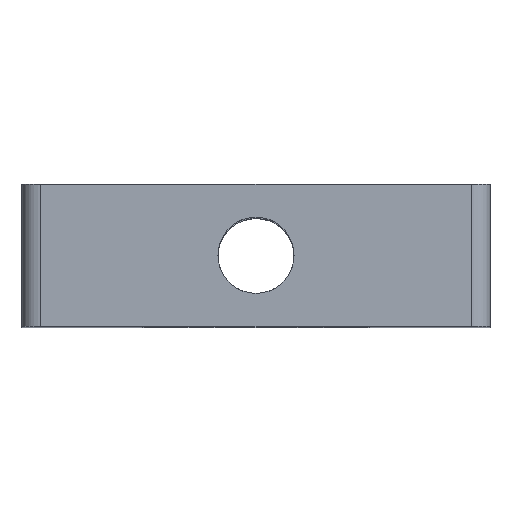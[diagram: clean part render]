
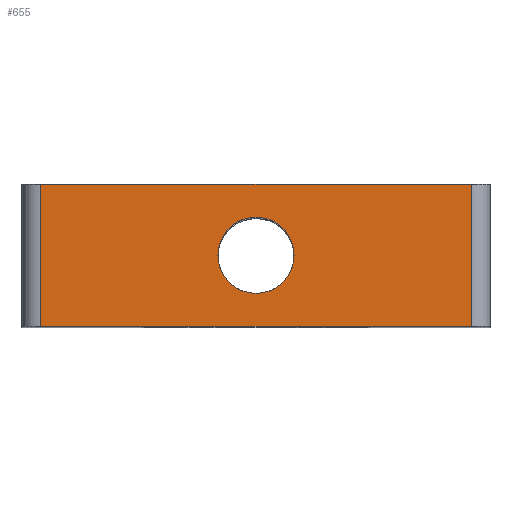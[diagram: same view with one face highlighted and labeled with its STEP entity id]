
A CAD part, top view. The second image highlights one B-rep face of the part: STEP entity #655.
In plain terms, the highlighted planar face has unit normal (0, 0, 1).
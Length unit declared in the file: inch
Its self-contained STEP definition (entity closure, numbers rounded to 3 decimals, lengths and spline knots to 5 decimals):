
#26 = EDGE_LOOP ( 'NONE', ( #367, #434, #633, #868 ) ) ;
#50 = DIRECTION ( 'NONE',  ( 0., 0., -1. ) ) ;
#200 = VECTOR ( 'NONE', #841, 39.37008 ) ;
#218 = CARTESIAN_POINT ( 'NONE',  ( -0.6175, 0.375, 1.1175 ) ) ;
#235 = LINE ( 'NONE', #996, #1166 ) ;
#239 = CARTESIAN_POINT ( 'NONE',  ( -0.5675, 0., 1.1175 ) ) ;
#286 = EDGE_LOOP ( 'NONE', ( #1012, #329 ) ) ;
#300 = VERTEX_POINT ( 'NONE', #1236 ) ;
#329 = ORIENTED_EDGE ( 'NONE', *, *, #545, .T. ) ;
#367 = ORIENTED_EDGE ( 'NONE', *, *, #1535, .T. ) ;
#387 = VERTEX_POINT ( 'NONE', #1234 ) ;
#393 = VECTOR ( 'NONE', #475, 39.37008 ) ;
#434 = ORIENTED_EDGE ( 'NONE', *, *, #718, .T. ) ;
#475 = DIRECTION ( 'NONE',  ( 0., -1., 0. ) ) ;
#484 = DIRECTION ( 'NONE',  ( -1., 0., 0. ) ) ;
#515 = CARTESIAN_POINT ( 'NONE',  ( -0.5675, 0.375, 1.1175 ) ) ;
#530 = LINE ( 'NONE', #218, #1146 ) ;
#545 = EDGE_CURVE ( 'NONE', #300, #1140, #637, .T. ) ;
#554 = DIRECTION ( 'NONE',  ( 0., 0., -1. ) ) ;
#595 = FACE_BOUND ( 'NONE', #286, .T. ) ;
#633 = ORIENTED_EDGE ( 'NONE', *, *, #1587, .F. ) ;
#637 = CIRCLE ( 'NONE', #753, 0.1005 ) ;
#655 = ADVANCED_FACE ( 'NONE', ( #595, #904 ), #733, .F. ) ;
#695 = CARTESIAN_POINT ( 'NONE',  ( 0.5675, 0., 1.1175 ) ) ;
#701 = CARTESIAN_POINT ( 'NONE',  ( -0.6175, 0.375, 1.1175 ) ) ;
#703 = AXIS2_PLACEMENT_3D ( 'NONE', #1427, #50, #1306 ) ;
#718 = EDGE_CURVE ( 'NONE', #1594, #1071, #235, .T. ) ;
#733 = PLANE ( 'NONE',  #1349 ) ;
#744 = CARTESIAN_POINT ( 'NONE',  ( -0.6175, 0., 1.1175 ) ) ;
#753 = AXIS2_PLACEMENT_3D ( 'NONE', #1090, #1082, #1077 ) ;
#841 = DIRECTION ( 'NONE',  ( 1., 0., 0. ) ) ;
#868 = ORIENTED_EDGE ( 'NONE', *, *, #1143, .T. ) ;
#881 = LINE ( 'NONE', #744, #200 ) ;
#884 = CARTESIAN_POINT ( 'NONE',  ( -0.1005, 0.1875, 1.1175 ) ) ;
#904 = FACE_OUTER_BOUND ( 'NONE', #26, .T. ) ;
#996 = CARTESIAN_POINT ( 'NONE',  ( 0.5675, 0.375, 1.1175 ) ) ;
#1012 = ORIENTED_EDGE ( 'NONE', *, *, #1568, .T. ) ;
#1057 = LINE ( 'NONE', #515, #393 ) ;
#1059 = DIRECTION ( 'NONE',  ( 1., 0., 0. ) ) ;
#1071 = VERTEX_POINT ( 'NONE', #1274 ) ;
#1077 = DIRECTION ( 'NONE',  ( -1., 0., 0. ) ) ;
#1082 = DIRECTION ( 'NONE',  ( 0., 0., -1. ) ) ;
#1090 = CARTESIAN_POINT ( 'NONE',  ( 0., 0.1875, 1.1175 ) ) ;
#1140 = VERTEX_POINT ( 'NONE', #884 ) ;
#1143 = EDGE_CURVE ( 'NONE', #387, #1358, #1057, .T. ) ;
#1146 = VECTOR ( 'NONE', #1059, 39.37008 ) ;
#1166 = VECTOR ( 'NONE', #1307, 39.37008 ) ;
#1234 = CARTESIAN_POINT ( 'NONE',  ( -0.5675, 0.375, 1.1175 ) ) ;
#1236 = CARTESIAN_POINT ( 'NONE',  ( 0.1005, 0.1875, 1.1175 ) ) ;
#1274 = CARTESIAN_POINT ( 'NONE',  ( 0.5675, 0.375, 1.1175 ) ) ;
#1306 = DIRECTION ( 'NONE',  ( -1., 0., 0. ) ) ;
#1307 = DIRECTION ( 'NONE',  ( 0., 1., 0. ) ) ;
#1349 = AXIS2_PLACEMENT_3D ( 'NONE', #701, #554, #484 ) ;
#1358 = VERTEX_POINT ( 'NONE', #239 ) ;
#1427 = CARTESIAN_POINT ( 'NONE',  ( 0., 0.1875, 1.1175 ) ) ;
#1492 = CIRCLE ( 'NONE', #703, 0.1005 ) ;
#1535 = EDGE_CURVE ( 'NONE', #1358, #1594, #881, .T. ) ;
#1568 = EDGE_CURVE ( 'NONE', #1140, #300, #1492, .T. ) ;
#1587 = EDGE_CURVE ( 'NONE', #387, #1071, #530, .T. ) ;
#1594 = VERTEX_POINT ( 'NONE', #695 ) ;
